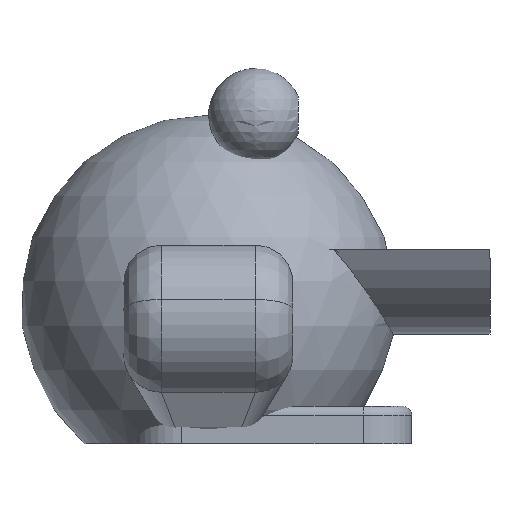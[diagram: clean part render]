
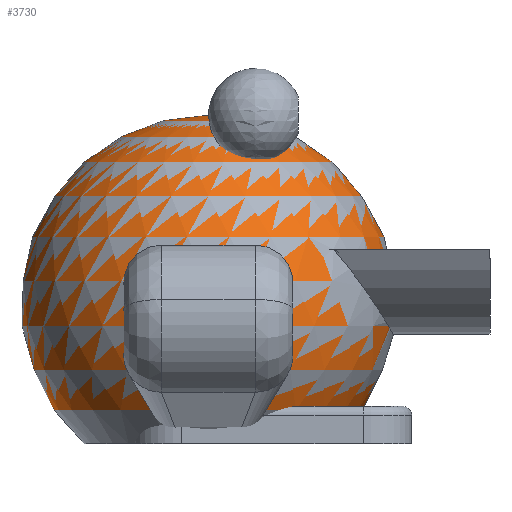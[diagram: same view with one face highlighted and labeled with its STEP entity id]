
A CAD part, left-side view. The second image highlights one B-rep face of the part: STEP entity #3730.
In plain terms, the highlighted spherical face has radius 20 mm.
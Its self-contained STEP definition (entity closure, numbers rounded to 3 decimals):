
#3730 = ADVANCED_FACE('',(#3731),#3746,.T.);
#3731 = FACE_BOUND('',#3732,.T.);
#3732 = EDGE_LOOP('',(#3733,#3764,#3765));
#3733 = ORIENTED_EDGE('',*,*,#3734,.T.);
#3734 = EDGE_CURVE('',#3735,#3737,#3739,.T.);
#3735 = VERTEX_POINT('',#3736);
#3736 = CARTESIAN_POINT('',(13.229,0.,-15.));
#3737 = VERTEX_POINT('',#3738);
#3738 = CARTESIAN_POINT('',(0.,0.,20.));
#3739 = SEAM_CURVE('',#3740,(#3745,#3757),.PCURVE_S1.);
#3740 = CIRCLE('',#3741,20.);
#3741 = AXIS2_PLACEMENT_3D('',#3742,#3743,#3744);
#3742 = CARTESIAN_POINT('',(0.,0.,0.));
#3743 = DIRECTION('',(0.,-1.,0.));
#3744 = DIRECTION('',(1.,0.,0.));
#3745 = PCURVE('',#3746,#3751);
#3746 = SPHERICAL_SURFACE('',#3747,20.);
#3747 = AXIS2_PLACEMENT_3D('',#3748,#3749,#3750);
#3748 = CARTESIAN_POINT('',(0.,0.,0.));
#3749 = DIRECTION('',(0.,0.,1.));
#3750 = DIRECTION('',(1.,0.,0.));
#3751 = DEFINITIONAL_REPRESENTATION('',(#3752),#3756);
#3752 = LINE('',#3753,#3754);
#3753 = CARTESIAN_POINT('',(6.283,-6.283));
#3754 = VECTOR('',#3755,1.);
#3755 = DIRECTION('',(0.,1.));
#3756 = ( GEOMETRIC_REPRESENTATION_CONTEXT(2) 
PARAMETRIC_REPRESENTATION_CONTEXT() REPRESENTATION_CONTEXT('2D SPACE',''
  ) );
#3757 = PCURVE('',#3746,#3758);
#3758 = DEFINITIONAL_REPRESENTATION('',(#3759),#3763);
#3759 = LINE('',#3760,#3761);
#3760 = CARTESIAN_POINT('',(0.,-6.283));
#3761 = VECTOR('',#3762,1.);
#3762 = DIRECTION('',(0.,1.));
#3763 = ( GEOMETRIC_REPRESENTATION_CONTEXT(2) 
PARAMETRIC_REPRESENTATION_CONTEXT() REPRESENTATION_CONTEXT('2D SPACE',''
  ) );
#3764 = ORIENTED_EDGE('',*,*,#3734,.F.);
#3765 = ORIENTED_EDGE('',*,*,#3766,.T.);
#3766 = EDGE_CURVE('',#3735,#3735,#3767,.T.);
#3767 = SURFACE_CURVE('',#3768,(#3773,#3780),.PCURVE_S1.);
#3768 = CIRCLE('',#3769,13.229);
#3769 = AXIS2_PLACEMENT_3D('',#3770,#3771,#3772);
#3770 = CARTESIAN_POINT('',(0.,0.,-15.));
#3771 = DIRECTION('',(0.,0.,1.));
#3772 = DIRECTION('',(1.,0.,-0.));
#3773 = PCURVE('',#3746,#3774);
#3774 = DEFINITIONAL_REPRESENTATION('',(#3775),#3779);
#3775 = LINE('',#3776,#3777);
#3776 = CARTESIAN_POINT('',(0.,-0.848));
#3777 = VECTOR('',#3778,1.);
#3778 = DIRECTION('',(1.,0.));
#3779 = ( GEOMETRIC_REPRESENTATION_CONTEXT(2) 
PARAMETRIC_REPRESENTATION_CONTEXT() REPRESENTATION_CONTEXT('2D SPACE',''
  ) );
#3780 = PCURVE('',#3781,#3786);
#3781 = PLANE('',#3782);
#3782 = AXIS2_PLACEMENT_3D('',#3783,#3784,#3785);
#3783 = CARTESIAN_POINT('',(-25.,-25.,-15.));
#3784 = DIRECTION('',(0.,0.,1.));
#3785 = DIRECTION('',(1.,0.,0.));
#3786 = DEFINITIONAL_REPRESENTATION('',(#3787),#3791);
#3787 = CIRCLE('',#3788,13.229);
#3788 = AXIS2_PLACEMENT_2D('',#3789,#3790);
#3789 = CARTESIAN_POINT('',(25.,25.));
#3790 = DIRECTION('',(1.,0.));
#3791 = ( GEOMETRIC_REPRESENTATION_CONTEXT(2) 
PARAMETRIC_REPRESENTATION_CONTEXT() REPRESENTATION_CONTEXT('2D SPACE',''
  ) );
